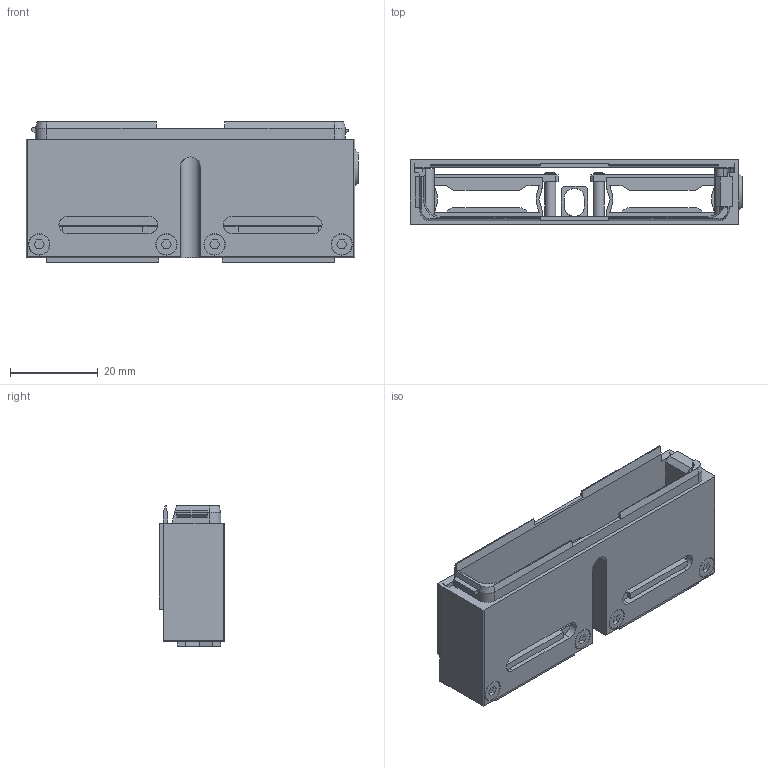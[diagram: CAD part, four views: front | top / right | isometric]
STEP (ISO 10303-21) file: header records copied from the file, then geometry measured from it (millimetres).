
FILE_DESCRIPTION((''),'2;1');
FILE_NAME('SIMAN60V','2019-10-31T',('presta_be4'),(''),'CREO PARAMETRIC BY PTC INC, 2018360','CREO PARAMETRIC BY PTC INC, 2018360','');
FILE_SCHEMA(('CONFIG_CONTROL_DESIGN'));
Length unit declared in the file: millimetre
Products named in the file (1): SIMAN60V
Bounding box: 75.7 x 14.96 x 32 mm (x, y, z)
Volume: 10616.2 mm3; surface area: 14116.2 mm2
Topology: 1 solids, 1 shells, 422 faces, 1083 edges, 682 vertices
Faces by surface type: plane 244, cylinder 108, cone 56, torus 14
Entity records: 15795 total; most frequent: CARTESIAN_POINT 5362, ORIENTED_EDGE 2162, DIRECTION 2136, EDGE_CURVE 1081, VECTOR 798, LINE 798, VERTEX_POINT 682, AXIS2_PLACEMENT_3D 669
